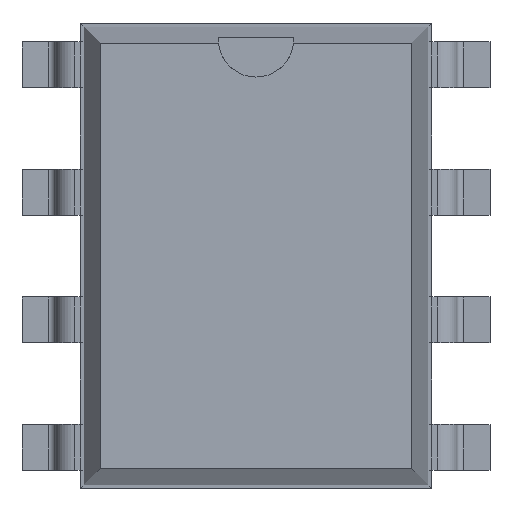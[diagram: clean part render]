
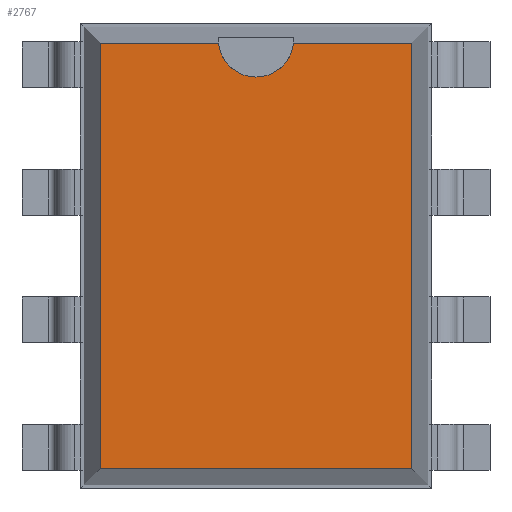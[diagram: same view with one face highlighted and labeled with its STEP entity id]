
A CAD part, top view. The second image highlights one B-rep face of the part: STEP entity #2767.
In plain terms, the highlighted planar face has unit normal (0, 0, 1).
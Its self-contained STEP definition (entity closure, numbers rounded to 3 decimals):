
#27=VECTOR('',#28,1.);
#28=DIRECTION('',(0.,1.,0.));
#34=VECTOR('',#35,1.);
#35=DIRECTION('',(-1.,0.,0.));
#41=VECTOR('',#42,1.);
#42=DIRECTION('',(0.,-1.,0.));
#46=VECTOR('',#47,1.);
#47=DIRECTION('',(1.,0.,0.));
#50=DIRECTION('',(0.,0.,-1.));
#677=DIRECTION('',(0.,0.,-1.));
#1889=VERTEX_POINT('',#1890);
#1890=CARTESIAN_POINT('',(3.101,4.236,3.68));
#1892=ORIENTED_EDGE('',*,*,#1893,.F.);
#1893=EDGE_CURVE('',#1894,#1889,#1896,.T.);
#1894=VERTEX_POINT('',#1895);
#1895=CARTESIAN_POINT('',(3.101,-4.236,3.68));
#1896=LINE('',#1895,#27);
#2302=VERTEX_POINT('',#2303);
#2303=CARTESIAN_POINT('',(-3.101,4.236,3.68));
#2305=ORIENTED_EDGE('',*,*,#2306,.F.);
#2306=EDGE_CURVE('',#2307,#2302,#2309,.T.);
#2307=VERTEX_POINT('',#2308);
#2308=CARTESIAN_POINT('',(-0.746,4.236,3.68));
#2309=LINE('',#1890,#34);
#2328=VERTEX_POINT('',#2329);
#2329=CARTESIAN_POINT('',(0.746,4.236,3.68));
#2335=ORIENTED_EDGE('',*,*,#2336,.F.);
#2336=EDGE_CURVE('',#1889,#2328,#2309,.T.);
#2356=VERTEX_POINT('',#2357);
#2357=CARTESIAN_POINT('',(-3.101,-4.236,3.68));
#2359=ORIENTED_EDGE('',*,*,#2360,.F.);
#2360=EDGE_CURVE('',#2302,#2356,#2361,.T.);
#2361=LINE('',#2303,#41);
#2762=ORIENTED_EDGE('',*,*,#2763,.F.);
#2763=EDGE_CURVE('',#2356,#1894,#2764,.T.);
#2764=LINE('',#2357,#46);
#2767=ADVANCED_FACE('',(#2768),#2779,.F.);
#2768=FACE_BOUND('',#2769,.F.);
#2769=EDGE_LOOP('',(#1892,#2762,#2359,#2305,#2770,#2777,#2335));
#2770=ORIENTED_EDGE('',*,*,#2771,.F.);
#2771=EDGE_CURVE('',#2772,#2307,#2774,.T.);
#2772=VERTEX_POINT('',#2773);
#2773=CARTESIAN_POINT('',(0.,3.561,3.68));
#2774=CIRCLE('',#2775,0.75);
#2775=AXIS2_PLACEMENT_3D('',#2776,#677,#42);
#2776=CARTESIAN_POINT('',(0.,4.311,3.68));
#2777=ORIENTED_EDGE('',*,*,#2778,.F.);
#2778=EDGE_CURVE('',#2328,#2772,#2774,.T.);
#2779=PLANE('',#2780);
#2780=AXIS2_PLACEMENT_3D('',#1895,#50,#2781);
#2781=DIRECTION('',(-0.591,0.807,0.));
